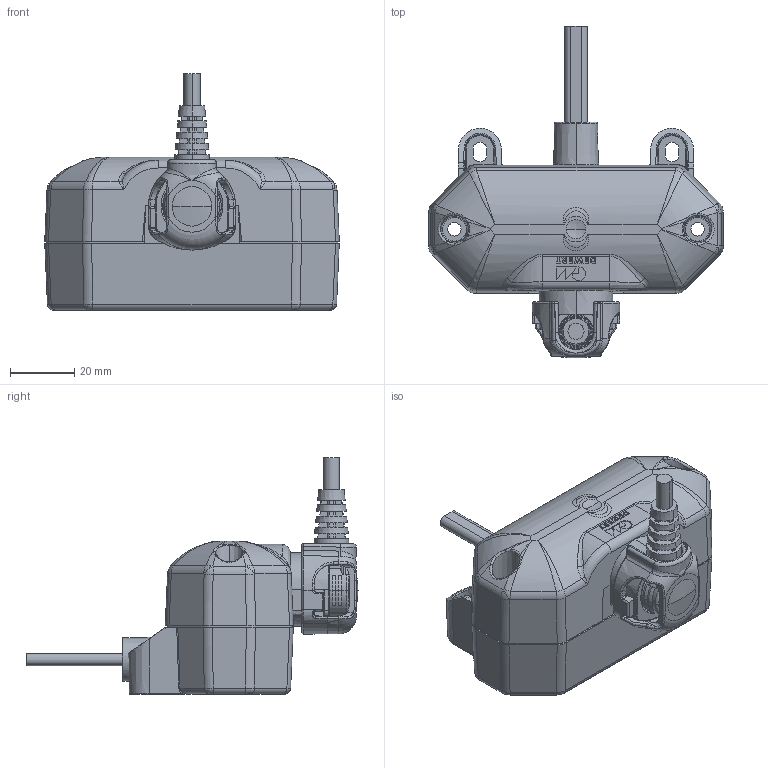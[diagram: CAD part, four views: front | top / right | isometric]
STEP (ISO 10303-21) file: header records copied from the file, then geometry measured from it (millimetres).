
FILE_DESCRIPTION (( 'STEP AP203' ), '1' );
FILE_NAME ('UBB.STEP', '2012-10-30T08:46:12', ( 'admin' ), ( 'Hewlett-Packard Company' ), 'SwSTEP 2.0', 'SolidWorks 2012', '' );
FILE_SCHEMA (( 'CONFIG_CONTROL_DESIGN' ));
Length unit declared in the file: millimetre
Products named in the file (1): UBB
Bounding box: 92 x 103.69 x 73.8 mm (x, y, z)
Volume: 157964.3 mm3; surface area: 26490.9 mm2
Topology: 1 solids, 1 shells, 1114 faces, 2875 edges, 1787 vertices
Faces by surface type: plane 425, bspline 312, cylinder 191, cone 92, torus 66, sphere 28
Entity records: 46713 total; most frequent: CARTESIAN_POINT 22040, ORIENTED_EDGE 5690, DIRECTION 4302, EDGE_CURVE 2845, VERTEX_POINT 1787, AXIS2_PLACEMENT_3D 1481, VECTOR 1340, LINE 1340
